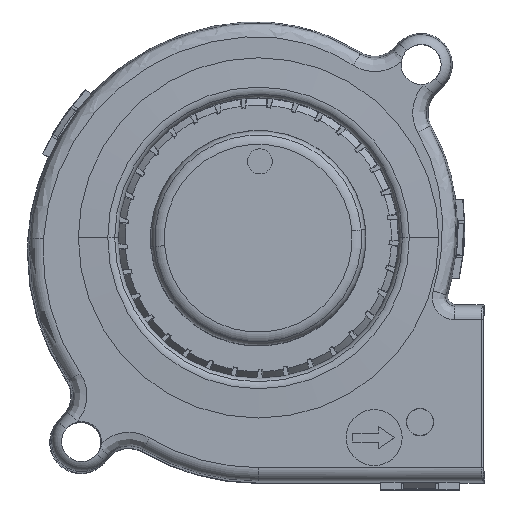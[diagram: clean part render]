
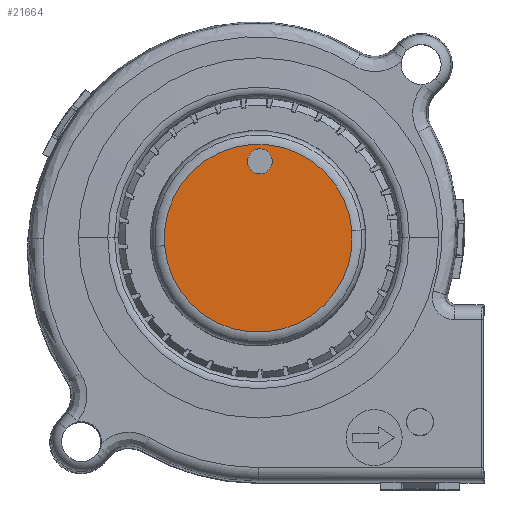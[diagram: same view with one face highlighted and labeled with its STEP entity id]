
A CAD part, top view. The second image highlights one B-rep face of the part: STEP entity #21664.
In plain terms, the highlighted planar face has unit normal (0, 0, 1).
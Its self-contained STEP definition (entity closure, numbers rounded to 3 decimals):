
#14065=CARTESIAN_POINT('',(0.,0.,0.));
#14066=DIRECTION('',(0.,0.,-1.));
#14067=DIRECTION('',(0.997,0.079,0.));
#14068=AXIS2_PLACEMENT_3D('',#14065,#14066,#14067);
#14070=CARTESIAN_POINT('',(0.,0.,0.));
#14071=DIRECTION('',(0.,0.,-1.));
#14072=DIRECTION('',(-0.997,-0.079,0.));
#14073=AXIS2_PLACEMENT_3D('',#14070,#14071,#14072);
#14075=CARTESIAN_POINT('',(0.185,8.647,0.));
#14076=DIRECTION('',(0.,0.,1.));
#14077=DIRECTION('',(1.,0.,0.));
#14078=AXIS2_PLACEMENT_3D('',#14075,#14076,#14077);
#14080=CARTESIAN_POINT('',(0.185,8.647,0.));
#14081=DIRECTION('',(0.,0.,1.));
#14082=DIRECTION('',(-1.,0.,0.));
#14083=AXIS2_PLACEMENT_3D('',#14080,#14081,#14082);
#20282=CARTESIAN_POINT('',(10.53,0.839,0.));
#20283=CARTESIAN_POINT('',(-10.53,-0.839,0.));
#20284=VERTEX_POINT('',#20282);
#20285=VERTEX_POINT('',#20283);
#20286=CARTESIAN_POINT('',(1.585,8.647,0.));
#20287=CARTESIAN_POINT('',(-1.215,8.647,0.));
#20288=VERTEX_POINT('',#20286);
#20289=VERTEX_POINT('',#20287);
#21647=CARTESIAN_POINT('',(0.,0.,0.));
#21648=DIRECTION('',(0.,0.,1.));
#21649=DIRECTION('',(0.996,0.087,0.));
#21650=AXIS2_PLACEMENT_3D('',#21647,#21648,#21649);
#21651=PLANE('',#21650);
#21653=ORIENTED_EDGE('',*,*,#21652,.T.);
#21655=ORIENTED_EDGE('',*,*,#21654,.T.);
#21656=EDGE_LOOP('',(#21653,#21655));
#21657=FACE_OUTER_BOUND('',#21656,.F.);
#21659=ORIENTED_EDGE('',*,*,#21658,.T.);
#21661=ORIENTED_EDGE('',*,*,#21660,.T.);
#21662=EDGE_LOOP('',(#21659,#21661));
#21663=FACE_BOUND('',#21662,.F.);
#14069=CIRCLE('',#14068,10.563);
#14074=CIRCLE('',#14073,10.563);
#14079=CIRCLE('',#14078,1.4);
#14084=CIRCLE('',#14083,1.4);
#21652=EDGE_CURVE('',#20284,#20285,#14069,.T.);
#21654=EDGE_CURVE('',#20285,#20284,#14074,.T.);
#21658=EDGE_CURVE('',#20288,#20289,#14079,.T.);
#21660=EDGE_CURVE('',#20289,#20288,#14084,.T.);
#21664=ADVANCED_FACE('',(#21657,#21663),#21651,.T.);
